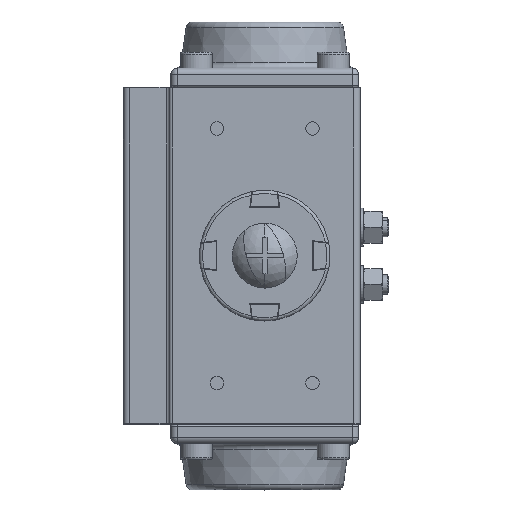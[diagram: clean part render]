
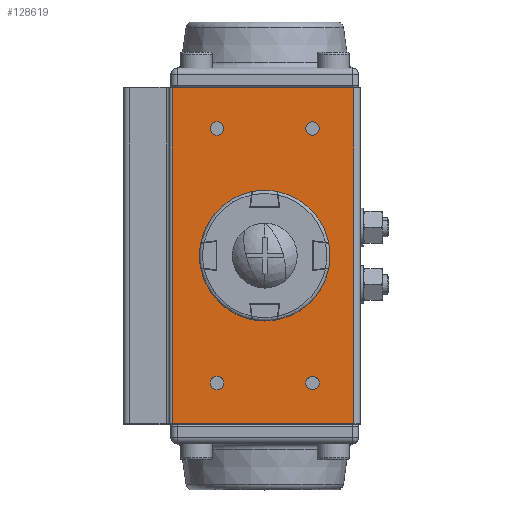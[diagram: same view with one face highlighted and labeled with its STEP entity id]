
A CAD part, top view. The second image highlights one B-rep face of the part: STEP entity #128619.
In plain terms, the highlighted planar face has unit normal (0, 0, 1).
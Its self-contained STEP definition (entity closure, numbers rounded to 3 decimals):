
#128480=CARTESIAN_POINT('',(28.,53.,114.5));
#128481=DIRECTION('',(0.,0.,-1.));
#128482=DIRECTION('',(0.,-1.,-0.));
#128483=AXIS2_PLACEMENT_3D('',#128480,#128481,#128482);
#128484=PLANE('',#128483);
#128485=CARTESIAN_POINT('',(15.,-37.9,114.5));
#128486=VERTEX_POINT('',#128485);
#128487=CARTESIAN_POINT('',(15.,-42.1,114.5));
#128488=VERTEX_POINT('',#128487);
#128489=CARTESIAN_POINT('',(15.,-40.,114.5));
#128490=DIRECTION('',(0.,-0.,1.));
#128491=DIRECTION('',(0.,1.,0.));
#128492=AXIS2_PLACEMENT_3D('',#128489,#128490,#128491);
#128493=CIRCLE('',#128492,2.1);
#128494=EDGE_CURVE('NONE',#128486,#128488,#128493,.T.);
#128495=ORIENTED_EDGE('',*,*,#128494,.F.);
#128496=CARTESIAN_POINT('',(15.,-40.,114.5));
#128497=DIRECTION('',(0.,-0.,1.));
#128498=DIRECTION('',(0.,1.,0.));
#128499=AXIS2_PLACEMENT_3D('',#128496,#128497,#128498);
#128500=CIRCLE('',#128499,2.1);
#128501=EDGE_CURVE('NONE',#128488,#128486,#128500,.T.);
#128502=ORIENTED_EDGE('',*,*,#128501,.F.);
#128503=EDGE_LOOP('',(#128495,#128502));
#128504=FACE_BOUND('',#128503,.T.);
#128505=CARTESIAN_POINT('',(-15.,-37.9,114.5));
#128506=VERTEX_POINT('',#128505);
#128507=CARTESIAN_POINT('',(-15.,-42.1,114.5));
#128508=VERTEX_POINT('',#128507);
#128509=CARTESIAN_POINT('',(-15.,-40.,114.5));
#128510=DIRECTION('',(0.,-0.,1.));
#128511=DIRECTION('',(0.,1.,0.));
#128512=AXIS2_PLACEMENT_3D('',#128509,#128510,#128511);
#128513=CIRCLE('',#128512,2.1);
#128514=EDGE_CURVE('NONE',#128506,#128508,#128513,.T.);
#128515=ORIENTED_EDGE('',*,*,#128514,.F.);
#128516=CARTESIAN_POINT('',(-15.,-40.,114.5));
#128517=DIRECTION('',(0.,-0.,1.));
#128518=DIRECTION('',(0.,1.,0.));
#128519=AXIS2_PLACEMENT_3D('',#128516,#128517,#128518);
#128520=CIRCLE('',#128519,2.1);
#128521=EDGE_CURVE('NONE',#128508,#128506,#128520,.T.);
#128522=ORIENTED_EDGE('',*,*,#128521,.F.);
#128523=EDGE_LOOP('',(#128515,#128522));
#128524=FACE_BOUND('',#128523,.T.);
#128525=CARTESIAN_POINT('',(-15.,42.1,114.5));
#128526=VERTEX_POINT('',#128525);
#128527=CARTESIAN_POINT('',(-15.,37.9,114.5));
#128528=VERTEX_POINT('',#128527);
#128529=CARTESIAN_POINT('',(-15.,40.,114.5));
#128530=DIRECTION('',(0.,-0.,1.));
#128531=DIRECTION('',(0.,1.,0.));
#128532=AXIS2_PLACEMENT_3D('',#128529,#128530,#128531);
#128533=CIRCLE('',#128532,2.1);
#128534=EDGE_CURVE('NONE',#128526,#128528,#128533,.T.);
#128535=ORIENTED_EDGE('',*,*,#128534,.F.);
#128536=CARTESIAN_POINT('',(-15.,40.,114.5));
#128537=DIRECTION('',(0.,-0.,1.));
#128538=DIRECTION('',(0.,1.,0.));
#128539=AXIS2_PLACEMENT_3D('',#128536,#128537,#128538);
#128540=CIRCLE('',#128539,2.1);
#128541=EDGE_CURVE('NONE',#128528,#128526,#128540,.T.);
#128542=ORIENTED_EDGE('',*,*,#128541,.F.);
#128543=EDGE_LOOP('',(#128535,#128542));
#128544=FACE_BOUND('',#128543,.T.);
#128545=CARTESIAN_POINT('',(15.,42.1,114.5));
#128546=VERTEX_POINT('',#128545);
#128547=CARTESIAN_POINT('',(15.,37.9,114.5));
#128548=VERTEX_POINT('',#128547);
#128549=CARTESIAN_POINT('',(15.,40.,114.5));
#128550=DIRECTION('',(0.,-0.,1.));
#128551=DIRECTION('',(0.,1.,0.));
#128552=AXIS2_PLACEMENT_3D('',#128549,#128550,#128551);
#128553=CIRCLE('',#128552,2.1);
#128554=EDGE_CURVE('NONE',#128546,#128548,#128553,.T.);
#128555=ORIENTED_EDGE('',*,*,#128554,.F.);
#128556=CARTESIAN_POINT('',(15.,40.,114.5));
#128557=DIRECTION('',(0.,-0.,1.));
#128558=DIRECTION('',(0.,1.,0.));
#128559=AXIS2_PLACEMENT_3D('',#128556,#128557,#128558);
#128560=CIRCLE('',#128559,2.1);
#128561=EDGE_CURVE('NONE',#128548,#128546,#128560,.T.);
#128562=ORIENTED_EDGE('',*,*,#128561,.F.);
#128563=EDGE_LOOP('',(#128555,#128562));
#128564=FACE_BOUND('',#128563,.T.);
#128565=CARTESIAN_POINT('',(-29.,52.786,114.5));
#128566=VERTEX_POINT('',#128565);
#128567=CARTESIAN_POINT('',(-29.,-52.786,114.5));
#128568=VERTEX_POINT('',#128567);
#128569=CARTESIAN_POINT('',(-29.,52.786,114.5));
#128570=DIRECTION('',(0.,-1.,-0.));
#128571=VECTOR('',#128570,105.573);
#128572=LINE('',#128569,#128571);
#128573=EDGE_CURVE('',#128566,#128568,#128572,.T.);
#128574=ORIENTED_EDGE('',*,*,#128573,.T.);
#128575=CARTESIAN_POINT('',(28.,-52.786,114.5));
#128576=VERTEX_POINT('',#128575);
#128577=CARTESIAN_POINT('',(-29.,-52.786,114.5));
#128578=DIRECTION('',(1.,0.,-0.));
#128579=VECTOR('',#128578,57.);
#128580=LINE('',#128577,#128579);
#128581=EDGE_CURVE('',#128568,#128576,#128580,.T.);
#128582=ORIENTED_EDGE('',*,*,#128581,.T.);
#128583=CARTESIAN_POINT('',(28.,52.786,114.5));
#128584=VERTEX_POINT('',#128583);
#128585=CARTESIAN_POINT('',(28.,52.786,114.5));
#128586=DIRECTION('',(0.,-1.,-0.));
#128587=VECTOR('',#128586,105.573);
#128588=LINE('',#128585,#128587);
#128589=EDGE_CURVE('',#128584,#128576,#128588,.T.);
#128590=ORIENTED_EDGE('',*,*,#128589,.F.);
#128591=CARTESIAN_POINT('',(28.,52.786,114.5));
#128592=DIRECTION('',(-1.,-0.,0.));
#128593=VECTOR('',#128592,57.);
#128594=LINE('',#128591,#128593);
#128595=EDGE_CURVE('',#128584,#128566,#128594,.T.);
#128596=ORIENTED_EDGE('',*,*,#128595,.T.);
#128597=EDGE_LOOP('',(#128574,#128582,#128590,#128596));
#128598=FACE_BOUND('',#128597,.T.);
#128599=CARTESIAN_POINT('',(0.,7.,114.5));
#128600=VERTEX_POINT('',#128599);
#128601=CARTESIAN_POINT('',(0.,-7.,114.5));
#128602=VERTEX_POINT('',#128601);
#128603=CARTESIAN_POINT('',(0.,0.,114.5));
#128604=DIRECTION('',(0.,0.,-1.));
#128605=DIRECTION('',(0.,1.,0.));
#128606=AXIS2_PLACEMENT_3D('',#128603,#128604,#128605);
#128607=CIRCLE('',#128606,7.);
#128608=EDGE_CURVE('',#128600,#128602,#128607,.T.);
#128609=ORIENTED_EDGE('',*,*,#128608,.T.);
#128610=CARTESIAN_POINT('',(0.,0.,114.5));
#128611=DIRECTION('',(0.,0.,-1.));
#128612=DIRECTION('',(0.,1.,0.));
#128613=AXIS2_PLACEMENT_3D('',#128610,#128611,#128612);
#128614=CIRCLE('',#128613,7.);
#128615=EDGE_CURVE('',#128602,#128600,#128614,.T.);
#128616=ORIENTED_EDGE('',*,*,#128615,.T.);
#128617=EDGE_LOOP('',(#128609,#128616));
#128618=FACE_BOUND('',#128617,.T.);
#128619=ADVANCED_FACE('',(#128504,#128524,#128544,#128564,#128598,#128618),#128484,.F.);
